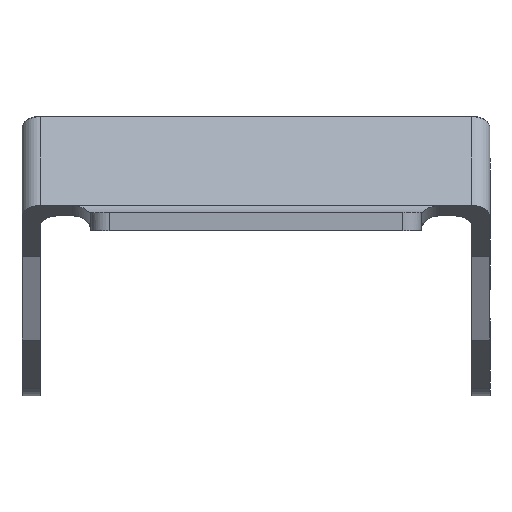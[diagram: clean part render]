
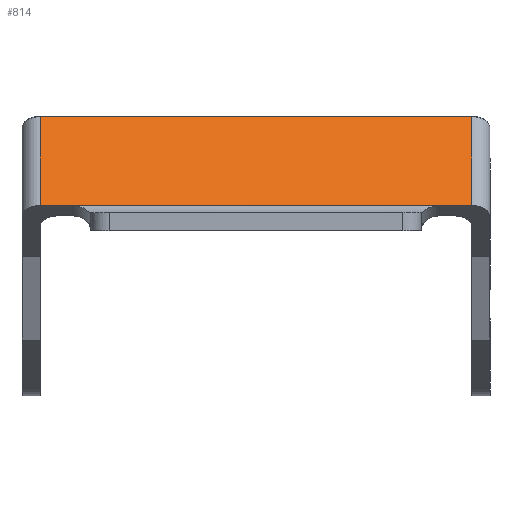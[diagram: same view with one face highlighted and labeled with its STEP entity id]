
A CAD part, left-side view. The second image highlights one B-rep face of the part: STEP entity #814.
In plain terms, the highlighted face is planar.
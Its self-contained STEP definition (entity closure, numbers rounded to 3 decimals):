
#672=CARTESIAN_POINT('',(27.125,6.684,-47.));
#673=VERTEX_POINT('',#672);
#691=CARTESIAN_POINT('',(27.125,18.684,-47.));
#692=VERTEX_POINT('',#691);
#700=CARTESIAN_POINT('',(27.125,18.684,-47.));
#701=DIRECTION('',(0.0,-1.0,0.0));
#702=VECTOR('',#701,12.);
#703=LINE('',#700,#702);
#704=EDGE_CURVE('',#692,#673,#703,.T.);
#715=CARTESIAN_POINT('',(27.125,6.684,0.0));
#716=VERTEX_POINT('',#715);
#717=CARTESIAN_POINT('',(27.125,6.684,-47.));
#718=DIRECTION('',(0.0,0.0,1.0));
#719=VECTOR('',#718,47.);
#720=LINE('',#717,#719);
#721=EDGE_CURVE('',#673,#716,#720,.T.);
#775=CARTESIAN_POINT('',(27.125,12.684,-23.5));
#776=DIRECTION('',(1.0,0.0,0.0));
#777=DIRECTION('',(0.0,0.0,-1.0));
#778=AXIS2_PLACEMENT_3D('',#775,#776,#777);
#779=PLANE('',#778);
#780=ORIENTED_EDGE('',*,*,#704,.F.);
#781=CARTESIAN_POINT('',(27.125,18.684,-43.5));
#782=VERTEX_POINT('',#781);
#783=CARTESIAN_POINT('',(27.125,18.684,-43.5));
#784=DIRECTION('',(0.0,0.0,-1.0));
#785=VECTOR('',#784,3.5);
#786=LINE('',#783,#785);
#787=EDGE_CURVE('',#782,#692,#786,.T.);
#788=ORIENTED_EDGE('',*,*,#787,.F.);
#789=CARTESIAN_POINT('',(27.125,18.684,-3.5));
#790=VERTEX_POINT('',#789);
#791=CARTESIAN_POINT('',(27.125,18.684,-3.5));
#792=DIRECTION('',(0.0,0.0,-1.0));
#793=VECTOR('',#792,40.);
#794=LINE('',#791,#793);
#795=EDGE_CURVE('',#790,#782,#794,.T.);
#796=ORIENTED_EDGE('',*,*,#795,.F.);
#797=CARTESIAN_POINT('',(27.125,18.684,0.0));
#798=VERTEX_POINT('',#797);
#799=CARTESIAN_POINT('',(27.125,18.684,0.0));
#800=DIRECTION('',(0.0,0.0,-1.0));
#801=VECTOR('',#800,3.5);
#802=LINE('',#799,#801);
#803=EDGE_CURVE('',#798,#790,#802,.T.);
#804=ORIENTED_EDGE('',*,*,#803,.F.);
#805=CARTESIAN_POINT('',(27.125,6.684,0.0));
#806=DIRECTION('',(0.0,1.0,0.0));
#807=VECTOR('',#806,12.);
#808=LINE('',#805,#807);
#809=EDGE_CURVE('',#716,#798,#808,.T.);
#810=ORIENTED_EDGE('',*,*,#809,.F.);
#811=ORIENTED_EDGE('',*,*,#721,.F.);
#812=EDGE_LOOP('',(#780,#788,#796,#804,#810,#811));
#813=FACE_OUTER_BOUND('',#812,.T.);
#814=ADVANCED_FACE('',(#813),#779,.T.);
